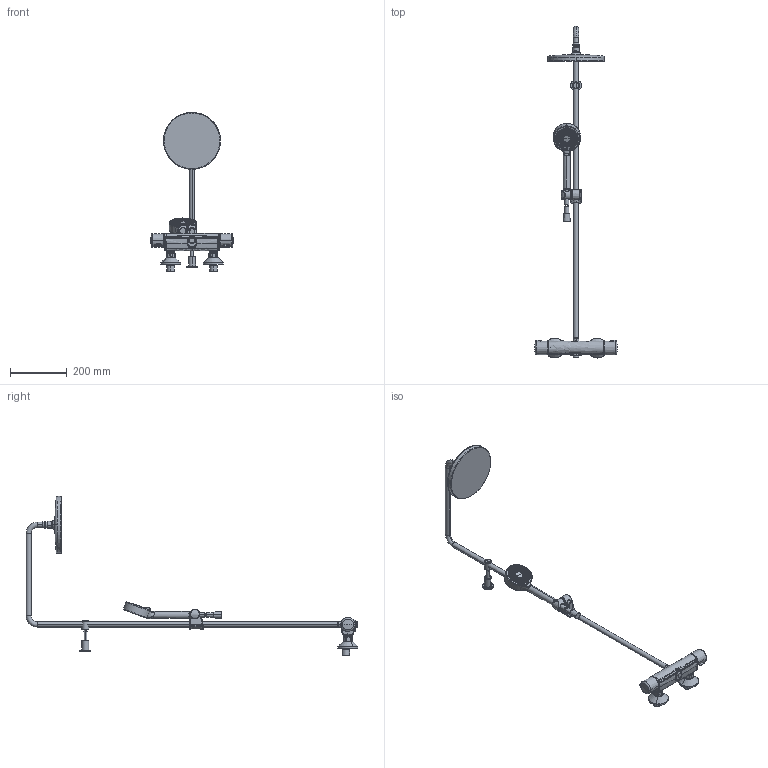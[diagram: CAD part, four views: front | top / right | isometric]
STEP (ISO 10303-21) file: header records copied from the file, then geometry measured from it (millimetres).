
FILE_DESCRIPTION (( 'STEP AP203' ), '1' );
FILE_NAME ('443501300007(2022)+443501300009(2022).STEP', '2022-02-25T08:30:23', ( '' ), ( '' ), 'SwSTEP 2.0', 'SolidWorks 2016', '' );
FILE_SCHEMA (( 'CONFIG_CONTROL_DESIGN' ));
Products named in the file (1): 443501300007(2022)+443501300009(2022)
Bounding box: 289.92 x 1165.16 x 559.2 mm (x, y, z)
Volume: 1881101.6 mm3; surface area: 406369.9 mm2
Topology: 28 solids, 36 shells, 1067 faces, 2432 edges, 1539 vertices
Faces by surface type: bspline 357, plane 244, cylinder 217, torus 103, cone 96, sphere 50
Entity records: 76539 total; most frequent: CARTESIAN_POINT 55295, ORIENTED_EDGE 4826, DIRECTION 3747, EDGE_CURVE 2413, AXIS2_PLACEMENT_3D 1693, VERTEX_POINT 1537, EDGE_LOOP 1188, ADVANCED_FACE 1059
